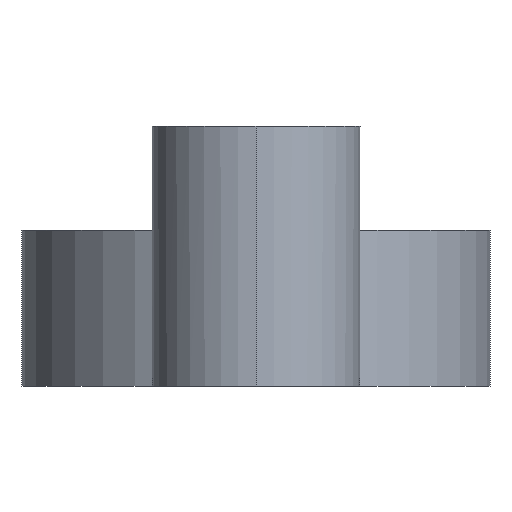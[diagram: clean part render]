
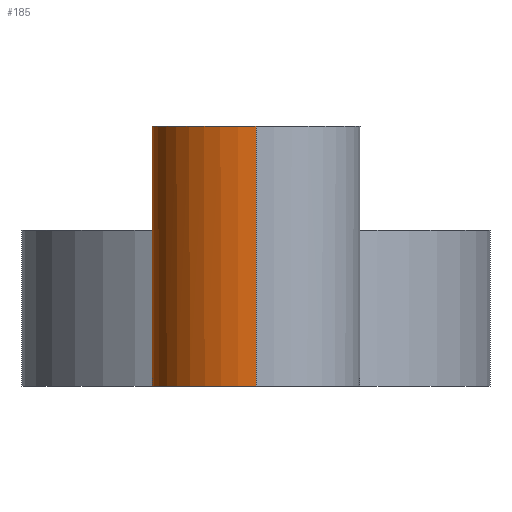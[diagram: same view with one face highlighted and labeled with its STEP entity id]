
A CAD part, left-side view. The second image highlights one B-rep face of the part: STEP entity #185.
In plain terms, the highlighted cylindrical face has radius 2 mm (diameter 4 mm), a partial arc.
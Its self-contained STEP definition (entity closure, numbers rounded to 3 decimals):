
#23 = VECTOR ( 'NONE', #863, 1000. ) ;
#34 = DIRECTION ( 'NONE',  ( -1., 0., 0. ) ) ;
#62 = AXIS2_PLACEMENT_3D ( 'NONE', #470, #293, #557 ) ;
#73 = CYLINDRICAL_SURFACE ( 'NONE', #62, 2. ) ;
#79 = AXIS2_PLACEMENT_3D ( 'NONE', #1087, #121, #895 ) ;
#121 = DIRECTION ( 'NONE',  ( 0., 0., 1. ) ) ;
#137 = VECTOR ( 'NONE', #1044, 1000. ) ;
#158 = CIRCLE ( 'NONE', #295, 2. ) ;
#162 = EDGE_LOOP ( 'NONE', ( #704, #871, #604, #510, #936, #396 ) ) ;
#185 = ADVANCED_FACE ( 'NONE', ( #326 ), #73, .T. ) ;
#196 = DIRECTION ( 'NONE',  ( 0., 0., 1. ) ) ;
#236 = VERTEX_POINT ( 'NONE', #311 ) ;
#253 = CARTESIAN_POINT ( 'NONE',  ( -7., 0., 3. ) ) ;
#293 = DIRECTION ( 'NONE',  ( 0., 0., -1. ) ) ;
#295 = AXIS2_PLACEMENT_3D ( 'NONE', #585, #687, #777 ) ;
#309 = VECTOR ( 'NONE', #821, 1000. ) ;
#311 = CARTESIAN_POINT ( 'NONE',  ( -11., 0., 0. ) ) ;
#320 = CARTESIAN_POINT ( 'NONE',  ( -11., 0., 3. ) ) ;
#326 = FACE_OUTER_BOUND ( 'NONE', #162, .T. ) ;
#372 = CARTESIAN_POINT ( 'NONE',  ( -7.509, 1.333, 3. ) ) ;
#396 = ORIENTED_EDGE ( 'NONE', *, *, #703, .F. ) ;
#419 = CIRCLE ( 'NONE', #79, 2. ) ;
#459 = VERTEX_POINT ( 'NONE', #596 ) ;
#470 = CARTESIAN_POINT ( 'NONE',  ( -9., 0., 3. ) ) ;
#504 = CARTESIAN_POINT ( 'NONE',  ( -11., 0., 5. ) ) ;
#510 = ORIENTED_EDGE ( 'NONE', *, *, #830, .T. ) ;
#516 = EDGE_CURVE ( 'NONE', #820, #459, #575, .T. ) ;
#546 = CIRCLE ( 'NONE', #815, 2. ) ;
#557 = DIRECTION ( 'NONE',  ( -1., 0., 0. ) ) ;
#575 = LINE ( 'NONE', #253, #23 ) ;
#577 = CARTESIAN_POINT ( 'NONE',  ( -7.509, 1.333, 0. ) ) ;
#585 = CARTESIAN_POINT ( 'NONE',  ( -9., 0., 0. ) ) ;
#596 = CARTESIAN_POINT ( 'NONE',  ( -7., 0., 4. ) ) ;
#604 = ORIENTED_EDGE ( 'NONE', *, *, #784, .T. ) ;
#631 = CARTESIAN_POINT ( 'NONE',  ( -7.509, 1.333, 4. ) ) ;
#635 = CARTESIAN_POINT ( 'NONE',  ( -7., 0., 5. ) ) ;
#687 = DIRECTION ( 'NONE',  ( 0., 0., 1. ) ) ;
#688 = VERTEX_POINT ( 'NONE', #577 ) ;
#703 = EDGE_CURVE ( 'NONE', #725, #236, #818, .T. ) ;
#704 = ORIENTED_EDGE ( 'NONE', *, *, #837, .F. ) ;
#715 = EDGE_CURVE ( 'NONE', #688, #236, #158, .T. ) ;
#725 = VERTEX_POINT ( 'NONE', #504 ) ;
#745 = CARTESIAN_POINT ( 'NONE',  ( -9., 0., 4. ) ) ;
#757 = VERTEX_POINT ( 'NONE', #631 ) ;
#777 = DIRECTION ( 'NONE',  ( 1., 0., 0. ) ) ;
#784 = EDGE_CURVE ( 'NONE', #459, #757, #546, .T. ) ;
#815 = AXIS2_PLACEMENT_3D ( 'NONE', #745, #196, #34 ) ;
#818 = LINE ( 'NONE', #320, #137 ) ;
#820 = VERTEX_POINT ( 'NONE', #635 ) ;
#821 = DIRECTION ( 'NONE',  ( 0., 0., -1. ) ) ;
#830 = EDGE_CURVE ( 'NONE', #757, #688, #894, .T. ) ;
#837 = EDGE_CURVE ( 'NONE', #820, #725, #419, .T. ) ;
#863 = DIRECTION ( 'NONE',  ( 0., 0., -1. ) ) ;
#871 = ORIENTED_EDGE ( 'NONE', *, *, #516, .T. ) ;
#894 = LINE ( 'NONE', #372, #309 ) ;
#895 = DIRECTION ( 'NONE',  ( 1., 0., 0. ) ) ;
#936 = ORIENTED_EDGE ( 'NONE', *, *, #715, .T. ) ;
#1044 = DIRECTION ( 'NONE',  ( 0., 0., -1. ) ) ;
#1087 = CARTESIAN_POINT ( 'NONE',  ( -9., 0., 5. ) ) ;
